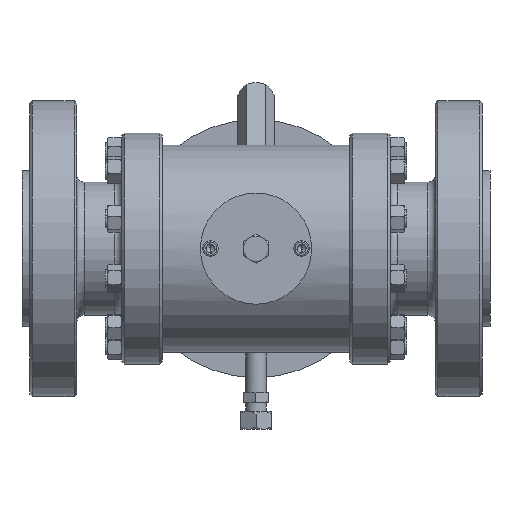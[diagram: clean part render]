
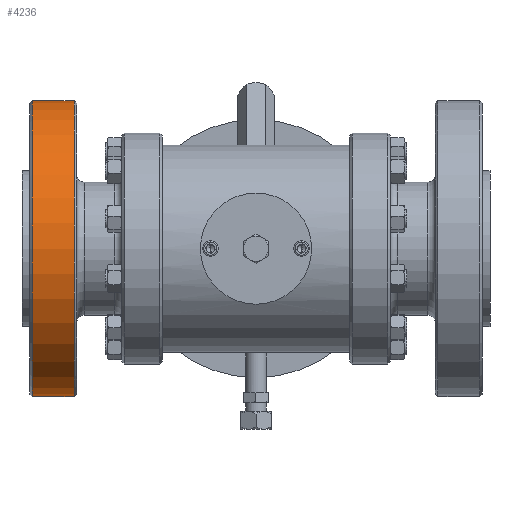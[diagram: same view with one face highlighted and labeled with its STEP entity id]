
A CAD part, front view. The second image highlights one B-rep face of the part: STEP entity #4236.
In plain terms, the highlighted cylindrical face has radius 120.5 mm (diameter 241 mm), a partial arc.
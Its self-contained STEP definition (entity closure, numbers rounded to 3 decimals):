
#494 = CARTESIAN_POINT ( 'NONE',  ( -184.1, 0., 120.5 ) ) ;
#937 = DIRECTION ( 'NONE',  ( 1., 0., 0. ) ) ;
#1241 = VERTEX_POINT ( 'NONE', #24497 ) ;
#2180 = VERTEX_POINT ( 'NONE', #20077 ) ;
#2781 = DIRECTION ( 'NONE',  ( 0., 0., 1. ) ) ;
#2829 = CARTESIAN_POINT ( 'NONE',  ( -148., 0., 0. ) ) ;
#3315 = CARTESIAN_POINT ( 'NONE',  ( -184.1, 0., 0. ) ) ;
#3434 = CARTESIAN_POINT ( 'NONE',  ( -184.1, 0., -120.5 ) ) ;
#3543 = CIRCLE ( 'NONE', #6529, 120.5 ) ;
#3913 = AXIS2_PLACEMENT_3D ( 'NONE', #3315, #21579, #2781 ) ;
#4236 = ADVANCED_FACE ( 'NONE', ( #13374 ), #25350, .T. ) ;
#4264 = ORIENTED_EDGE ( 'NONE', *, *, #18239, .F. ) ;
#4373 = EDGE_CURVE ( 'NONE', #11469, #25582, #25999, .T. ) ;
#4590 = CARTESIAN_POINT ( 'NONE',  ( -182.1, 0., -120.5 ) ) ;
#5536 = DIRECTION ( 'NONE',  ( 0., 0., -1. ) ) ;
#6529 = AXIS2_PLACEMENT_3D ( 'NONE', #17765, #25968, #5536 ) ;
#6871 = ORIENTED_EDGE ( 'NONE', *, *, #22216, .F. ) ;
#7883 = EDGE_CURVE ( 'NONE', #1241, #25582, #13975, .T. ) ;
#8050 = DIRECTION ( 'NONE',  ( 1., 0., 0. ) ) ;
#8702 = EDGE_LOOP ( 'NONE', ( #4264, #11444, #15746, #6871 ) ) ;
#10656 = CARTESIAN_POINT ( 'NONE',  ( -148., 0., -120.5 ) ) ;
#11444 = ORIENTED_EDGE ( 'NONE', *, *, #4373, .T. ) ;
#11469 = VERTEX_POINT ( 'NONE', #4590 ) ;
#13374 = FACE_OUTER_BOUND ( 'NONE', #8702, .T. ) ;
#13975 = CIRCLE ( 'NONE', #23866, 120.5 ) ;
#15432 = DIRECTION ( 'NONE',  ( 0., 0., -1. ) ) ;
#15746 = ORIENTED_EDGE ( 'NONE', *, *, #7883, .F. ) ;
#17641 = VECTOR ( 'NONE', #20355, 1000. ) ;
#17765 = CARTESIAN_POINT ( 'NONE',  ( -182.1, 0., 0. ) ) ;
#18239 = EDGE_CURVE ( 'NONE', #11469, #2180, #3543, .T. ) ;
#20077 = CARTESIAN_POINT ( 'NONE',  ( -182.1, 0., 120.5 ) ) ;
#20355 = DIRECTION ( 'NONE',  ( 1., 0., 0. ) ) ;
#21579 = DIRECTION ( 'NONE',  ( 1., 0., 0. ) ) ;
#22216 = EDGE_CURVE ( 'NONE', #2180, #1241, #26490, .T. ) ;
#22437 = VECTOR ( 'NONE', #8050, 1000. ) ;
#23866 = AXIS2_PLACEMENT_3D ( 'NONE', #2829, #937, #15432 ) ;
#24497 = CARTESIAN_POINT ( 'NONE',  ( -148., 0., 120.5 ) ) ;
#25350 = CYLINDRICAL_SURFACE ( 'NONE', #3913, 120.5 ) ;
#25582 = VERTEX_POINT ( 'NONE', #10656 ) ;
#25968 = DIRECTION ( 'NONE',  ( -1., 0., 0. ) ) ;
#25999 = LINE ( 'NONE', #3434, #17641 ) ;
#26490 = LINE ( 'NONE', #494, #22437 ) ;
